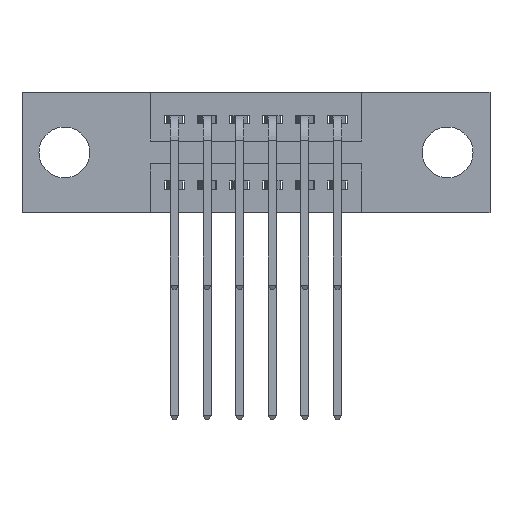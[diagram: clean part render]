
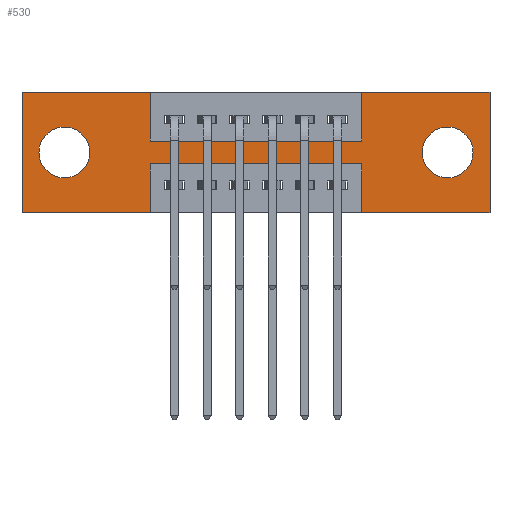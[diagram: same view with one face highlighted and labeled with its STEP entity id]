
A CAD part, front view. The second image highlights one B-rep face of the part: STEP entity #530.
In plain terms, the highlighted planar face has unit normal (0, -1, 0).
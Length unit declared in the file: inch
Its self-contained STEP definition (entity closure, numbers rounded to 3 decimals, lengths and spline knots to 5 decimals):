
#18 = DIRECTION ( 'NONE',  ( 1., 0., 0. ) ) ;
#54 = CARTESIAN_POINT ( 'NONE',  ( 0., 0., 0. ) ) ;
#96 = VERTEX_POINT ( 'NONE', #3713 ) ;
#107 = CARTESIAN_POINT ( 'NONE',  ( 0., 0., 0. ) ) ;
#119 = ORIENTED_EDGE ( 'NONE', *, *, #6084, .F. ) ;
#223 = CARTESIAN_POINT ( 'NONE',  ( 0.3925, 0., -0.22 ) ) ;
#272 = EDGE_LOOP ( 'NONE', ( #3991, #11099, #8482, #9265, #119, #10012, #4949, #881, #5425, #1097, #4488, #11134 ) ) ;
#285 = VERTEX_POINT ( 'NONE', #10653 ) ;
#291 = DIRECTION ( 'NONE',  ( 0., 1., 0. ) ) ;
#400 = ORIENTED_EDGE ( 'NONE', *, *, #6434, .T. ) ;
#486 = AXIS2_PLACEMENT_3D ( 'NONE', #9811, #4948, #10569 ) ;
#530 = ADVANCED_FACE ( 'NONE', ( #1756, #5529, #9858 ), #4447, .T. ) ;
#559 = DIRECTION ( 'NONE',  ( 0., 0., 1. ) ) ;
#732 = CARTESIAN_POINT ( 'NONE',  ( 0.13, 0., -0.185 ) ) ;
#745 = DIRECTION ( 'NONE',  ( 0., -1., 0. ) ) ;
#754 = VECTOR ( 'NONE', #9870, 39.37008 ) ;
#881 = ORIENTED_EDGE ( 'NONE', *, *, #6536, .F. ) ;
#882 = CARTESIAN_POINT ( 'NONE',  ( 1.305, 0., -0.107 ) ) ;
#1097 = ORIENTED_EDGE ( 'NONE', *, *, #6039, .F. ) ;
#1110 = CARTESIAN_POINT ( 'NONE',  ( 0., 0., -0.37 ) ) ;
#1294 = LINE ( 'NONE', #1110, #9559 ) ;
#1353 = CARTESIAN_POINT ( 'NONE',  ( 0.13, 0., -0.185 ) ) ;
#1552 = DIRECTION ( 'NONE',  ( 1., 0., 0. ) ) ;
#1642 = CARTESIAN_POINT ( 'NONE',  ( 0.13, 0., -0.263 ) ) ;
#1651 = LINE ( 'NONE', #7654, #8400 ) ;
#1756 = FACE_BOUND ( 'NONE', #3884, .T. ) ;
#1804 = VERTEX_POINT ( 'NONE', #9034 ) ;
#1858 = LINE ( 'NONE', #223, #8273 ) ;
#1900 = EDGE_LOOP ( 'NONE', ( #2900, #6728 ) ) ;
#2034 = VERTEX_POINT ( 'NONE', #7766 ) ;
#2055 = EDGE_CURVE ( 'NONE', #6332, #6940, #6743, .T. ) ;
#2058 = AXIS2_PLACEMENT_3D ( 'NONE', #1353, #7368, #2509 ) ;
#2109 = EDGE_CURVE ( 'NONE', #3251, #2034, #5723, .T. ) ;
#2168 = CARTESIAN_POINT ( 'NONE',  ( 1.0425, 0., -0.22 ) ) ;
#2226 = CIRCLE ( 'NONE', #2058, 0.078 ) ;
#2484 = CARTESIAN_POINT ( 'NONE',  ( 0., 0., -0.37 ) ) ;
#2496 = VERTEX_POINT ( 'NONE', #3859 ) ;
#2509 = DIRECTION ( 'NONE',  ( 0., 0., 1. ) ) ;
#2547 = VECTOR ( 'NONE', #4884, 39.37008 ) ;
#2552 = DIRECTION ( 'NONE',  ( 0., 0., 1. ) ) ;
#2594 = CARTESIAN_POINT ( 'NONE',  ( 1.0425, 0., 0. ) ) ;
#2621 = VERTEX_POINT ( 'NONE', #2484 ) ;
#2832 = DIRECTION ( 'NONE',  ( 0., 0., -1. ) ) ;
#2850 = DIRECTION ( 'NONE',  ( 0., 0., 1. ) ) ;
#2888 = DIRECTION ( 'NONE',  ( 0., 0., -1. ) ) ;
#2900 = ORIENTED_EDGE ( 'NONE', *, *, #6445, .T. ) ;
#3251 = VERTEX_POINT ( 'NONE', #1642 ) ;
#3390 = ORIENTED_EDGE ( 'NONE', *, *, #2055, .T. ) ;
#3409 = CARTESIAN_POINT ( 'NONE',  ( 0.3925, 0., -0.37 ) ) ;
#3492 = LINE ( 'NONE', #10750, #9173 ) ;
#3506 = VECTOR ( 'NONE', #2888, 39.37008 ) ;
#3612 = DIRECTION ( 'NONE',  ( 0., 0., -1. ) ) ;
#3713 = CARTESIAN_POINT ( 'NONE',  ( 0.3925, 0., -0.15 ) ) ;
#3789 = VECTOR ( 'NONE', #18, 39.37008 ) ;
#3854 = VERTEX_POINT ( 'NONE', #6326 ) ;
#3859 = CARTESIAN_POINT ( 'NONE',  ( 0.3925, 0., -0.22 ) ) ;
#3884 = EDGE_LOOP ( 'NONE', ( #400, #3390 ) ) ;
#3991 = ORIENTED_EDGE ( 'NONE', *, *, #6464, .F. ) ;
#4053 = LINE ( 'NONE', #9907, #754 ) ;
#4061 = LINE ( 'NONE', #54, #8033 ) ;
#4296 = CARTESIAN_POINT ( 'NONE',  ( 0., 0., -0.37 ) ) ;
#4306 = DIRECTION ( 'NONE',  ( 0., 0., -1. ) ) ;
#4382 = CARTESIAN_POINT ( 'NONE',  ( 1.305, 0., -0.185 ) ) ;
#4447 = PLANE ( 'NONE',  #5749 ) ;
#4488 = ORIENTED_EDGE ( 'NONE', *, *, #6043, .F. ) ;
#4533 = AXIS2_PLACEMENT_3D ( 'NONE', #732, #291, #559 ) ;
#4855 = DIRECTION ( 'NONE',  ( 0., 1., 0. ) ) ;
#4856 = VERTEX_POINT ( 'NONE', #10791 ) ;
#4884 = DIRECTION ( 'NONE',  ( -1., 0., 0. ) ) ;
#4949 = ORIENTED_EDGE ( 'NONE', *, *, #6523, .F. ) ;
#4948 = DIRECTION ( 'NONE',  ( 0., 1., 0. ) ) ;
#5129 = CARTESIAN_POINT ( 'NONE',  ( 1.435, 0., -0.37 ) ) ;
#5273 = CARTESIAN_POINT ( 'NONE',  ( 1.435, 0., 0. ) ) ;
#5425 = ORIENTED_EDGE ( 'NONE', *, *, #6685, .F. ) ;
#5470 = VERTEX_POINT ( 'NONE', #6979 ) ;
#5529 = FACE_BOUND ( 'NONE', #1900, .T. ) ;
#5574 = DIRECTION ( 'NONE',  ( -1., 0., 0. ) ) ;
#5723 = CIRCLE ( 'NONE', #4533, 0.078 ) ;
#5749 = AXIS2_PLACEMENT_3D ( 'NONE', #4296, #745, #3612 ) ;
#5853 = VECTOR ( 'NONE', #2552, 39.37008 ) ;
#5858 = LINE ( 'NONE', #107, #3789 ) ;
#6039 = EDGE_CURVE ( 'NONE', #4856, #1804, #5858, .T. ) ;
#6043 = EDGE_CURVE ( 'NONE', #2621, #4856, #4061, .T. ) ;
#6084 = EDGE_CURVE ( 'NONE', #9453, #10740, #9929, .T. ) ;
#6307 = EDGE_CURVE ( 'NONE', #10740, #5470, #1294, .T. ) ;
#6326 = CARTESIAN_POINT ( 'NONE',  ( 1.0425, 0., 0. ) ) ;
#6332 = VERTEX_POINT ( 'NONE', #11223 ) ;
#6362 = CIRCLE ( 'NONE', #486, 0.078 ) ;
#6368 = EDGE_CURVE ( 'NONE', #9459, #2621, #6870, .T. ) ;
#6434 = EDGE_CURVE ( 'NONE', #6940, #6332, #6362, .T. ) ;
#6445 = EDGE_CURVE ( 'NONE', #2034, #3251, #2226, .T. ) ;
#6446 = AXIS2_PLACEMENT_3D ( 'NONE', #4382, #4855, #4306 ) ;
#6464 = EDGE_CURVE ( 'NONE', #2496, #9459, #8529, .T. ) ;
#6480 = EDGE_CURVE ( 'NONE', #9313, #2496, #1858, .T. ) ;
#6506 = EDGE_CURVE ( 'NONE', #5470, #9313, #10158, .T. ) ;
#6523 = EDGE_CURVE ( 'NONE', #285, #3854, #9919, .T. ) ;
#6536 = EDGE_CURVE ( 'NONE', #96, #285, #4053, .T. ) ;
#6556 = CARTESIAN_POINT ( 'NONE',  ( 0.3925, 0., -0.37 ) ) ;
#6591 = EDGE_CURVE ( 'NONE', #3854, #9453, #3492, .T. ) ;
#6599 = DIRECTION ( 'NONE',  ( -1., 0., 0. ) ) ;
#6685 = EDGE_CURVE ( 'NONE', #1804, #96, #1651, .T. ) ;
#6728 = ORIENTED_EDGE ( 'NONE', *, *, #2109, .T. ) ;
#6743 = CIRCLE ( 'NONE', #6446, 0.078 ) ;
#6870 = LINE ( 'NONE', #7264, #2547 ) ;
#6940 = VERTEX_POINT ( 'NONE', #882 ) ;
#6979 = CARTESIAN_POINT ( 'NONE',  ( 1.0425, 0., -0.37 ) ) ;
#7264 = CARTESIAN_POINT ( 'NONE',  ( 0., 0., -0.37 ) ) ;
#7368 = DIRECTION ( 'NONE',  ( 0., 1., 0. ) ) ;
#7390 = CARTESIAN_POINT ( 'NONE',  ( 1.435, 0., 0. ) ) ;
#7401 = CARTESIAN_POINT ( 'NONE',  ( 1.0425, 0., -0.37 ) ) ;
#7654 = CARTESIAN_POINT ( 'NONE',  ( 0.3925, 0., 0. ) ) ;
#7766 = CARTESIAN_POINT ( 'NONE',  ( 0.13, 0., -0.107 ) ) ;
#8023 = VECTOR ( 'NONE', #8276, 39.37008 ) ;
#8033 = VECTOR ( 'NONE', #2850, 39.37008 ) ;
#8273 = VECTOR ( 'NONE', #6599, 39.37008 ) ;
#8276 = DIRECTION ( 'NONE',  ( 0., 0., 1. ) ) ;
#8400 = VECTOR ( 'NONE', #2832, 39.37008 ) ;
#8482 = ORIENTED_EDGE ( 'NONE', *, *, #6506, .F. ) ;
#8529 = LINE ( 'NONE', #6556, #10395 ) ;
#8958 = DIRECTION ( 'NONE',  ( 0., 0., -1. ) ) ;
#9034 = CARTESIAN_POINT ( 'NONE',  ( 0.3925, 0., 0. ) ) ;
#9173 = VECTOR ( 'NONE', #1552, 39.37008 ) ;
#9265 = ORIENTED_EDGE ( 'NONE', *, *, #6307, .F. ) ;
#9313 = VERTEX_POINT ( 'NONE', #2168 ) ;
#9453 = VERTEX_POINT ( 'NONE', #7390 ) ;
#9459 = VERTEX_POINT ( 'NONE', #3409 ) ;
#9559 = VECTOR ( 'NONE', #5574, 39.37008 ) ;
#9811 = CARTESIAN_POINT ( 'NONE',  ( 1.305, 0., -0.185 ) ) ;
#9858 = FACE_OUTER_BOUND ( 'NONE', #272, .T. ) ;
#9870 = DIRECTION ( 'NONE',  ( 1., 0., 0. ) ) ;
#9907 = CARTESIAN_POINT ( 'NONE',  ( 0.3925, 0., -0.15 ) ) ;
#9919 = LINE ( 'NONE', #2594, #8023 ) ;
#9929 = LINE ( 'NONE', #5273, #3506 ) ;
#10012 = ORIENTED_EDGE ( 'NONE', *, *, #6591, .F. ) ;
#10158 = LINE ( 'NONE', #7401, #5853 ) ;
#10395 = VECTOR ( 'NONE', #8958, 39.37008 ) ;
#10569 = DIRECTION ( 'NONE',  ( 0., 0., -1. ) ) ;
#10653 = CARTESIAN_POINT ( 'NONE',  ( 1.0425, 0., -0.15 ) ) ;
#10740 = VERTEX_POINT ( 'NONE', #5129 ) ;
#10750 = CARTESIAN_POINT ( 'NONE',  ( 0., 0., 0. ) ) ;
#10791 = CARTESIAN_POINT ( 'NONE',  ( 0., 0., 0. ) ) ;
#11099 = ORIENTED_EDGE ( 'NONE', *, *, #6480, .F. ) ;
#11134 = ORIENTED_EDGE ( 'NONE', *, *, #6368, .F. ) ;
#11223 = CARTESIAN_POINT ( 'NONE',  ( 1.305, 0., -0.263 ) ) ;
